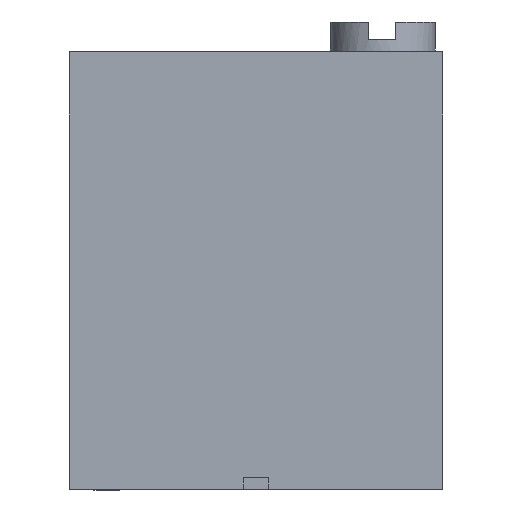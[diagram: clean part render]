
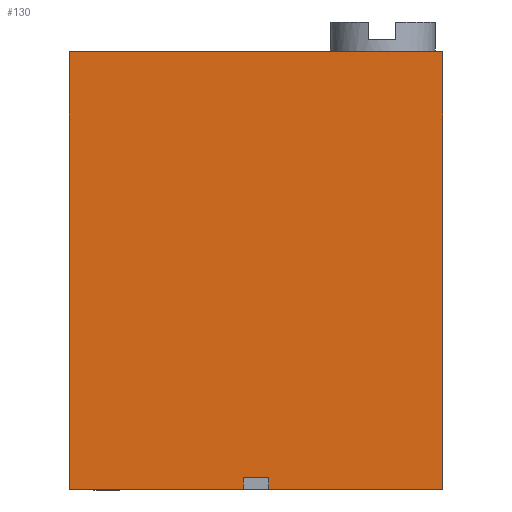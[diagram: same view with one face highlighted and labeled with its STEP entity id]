
A CAD part, top view. The second image highlights one B-rep face of the part: STEP entity #130.
In plain terms, the highlighted planar face has unit normal (0, 0, 1).
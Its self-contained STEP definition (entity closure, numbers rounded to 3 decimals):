
#130=ADVANCED_FACE('',(#330),#332,.T.);
#330=FACE_BOUND('',#331,.T.);
#331=EDGE_LOOP('',(#498,#499,#500,#501,#502,#503,#504,#505));
#332=PLANE('',#333);
#333=AXIS2_PLACEMENT_3D('',#334,#335,#336);
#334=CARTESIAN_POINT('',(-3.175,0.,2.16));
#335=DIRECTION('',(0.,0.,1.));
#336=DIRECTION('',(1.,0.,0.));
#498=ORIENTED_EDGE('',*,*,#605,.F.);
#499=ORIENTED_EDGE('',*,*,#570,.T.);
#500=ORIENTED_EDGE('',*,*,#606,.T.);
#501=ORIENTED_EDGE('',*,*,#607,.F.);
#502=ORIENTED_EDGE('',*,*,#608,.F.);
#503=ORIENTED_EDGE('',*,*,#574,.T.);
#504=ORIENTED_EDGE('',*,*,#609,.F.);
#505=ORIENTED_EDGE('',*,*,#610,.F.);
#570=EDGE_CURVE('',#632,#633,#634,.T.);
#574=EDGE_CURVE('',#641,#639,#642,.T.);
#605=EDGE_CURVE('',#632,#693,#694,.T.);
#606=EDGE_CURVE('',#633,#695,#696,.T.);
#607=EDGE_CURVE('',#697,#695,#698,.T.);
#608=EDGE_CURVE('',#641,#697,#699,.T.);
#609=EDGE_CURVE('',#700,#639,#701,.T.);
#610=EDGE_CURVE('',#693,#700,#702,.T.);
#632=VERTEX_POINT('',#736);
#633=VERTEX_POINT('',#737);
#634=LINE('',#738,#739);
#639=VERTEX_POINT('',#749);
#641=VERTEX_POINT('',#753);
#642=LINE('',#754,#755);
#693=VERTEX_POINT('',#867);
#694=LINE('',#868,#869);
#695=VERTEX_POINT('',#871);
#696=LINE('',#872,#873);
#697=VERTEX_POINT('',#875);
#698=LINE('',#876,#877);
#699=LINE('',#879,#880);
#700=VERTEX_POINT('',#882);
#701=LINE('',#883,#884);
#702=LINE('',#886,#887);
#736=CARTESIAN_POINT('',(0.215,0.,2.16));
#737=CARTESIAN_POINT('',(3.175,0.,2.16));
#738=CARTESIAN_POINT('',(0.215,0.,2.16));
#739=VECTOR('',#740,1.);
#740=DIRECTION('',(1.,0.,0.));
#749=CARTESIAN_POINT('',(-0.215,0.,2.16));
#753=CARTESIAN_POINT('',(-3.175,0.,2.16));
#754=CARTESIAN_POINT('',(-3.175,0.,2.16));
#755=VECTOR('',#756,1.);
#756=DIRECTION('',(1.,0.,0.));
#867=CARTESIAN_POINT('',(0.215,0.2,2.16));
#868=CARTESIAN_POINT('',(0.215,0.,2.16));
#869=VECTOR('',#870,1.);
#870=DIRECTION('',(0.,1.,0.));
#871=CARTESIAN_POINT('',(3.175,7.44,2.16));
#872=CARTESIAN_POINT('',(3.175,0.,2.16));
#873=VECTOR('',#874,1.);
#874=DIRECTION('',(0.,1.,0.));
#875=CARTESIAN_POINT('',(-3.175,7.44,2.16));
#876=CARTESIAN_POINT('',(-3.175,7.44,2.16));
#877=VECTOR('',#878,1.);
#878=DIRECTION('',(1.,0.,0.));
#879=CARTESIAN_POINT('',(-3.175,0.,2.16));
#880=VECTOR('',#881,1.);
#881=DIRECTION('',(0.,1.,0.));
#882=CARTESIAN_POINT('',(-0.215,0.2,2.16));
#883=CARTESIAN_POINT('',(-0.215,0.2,2.16));
#884=VECTOR('',#885,1.);
#885=DIRECTION('',(0.,-1.,0.));
#886=CARTESIAN_POINT('',(0.215,0.2,2.16));
#887=VECTOR('',#888,1.);
#888=DIRECTION('',(-1.,0.,0.));
